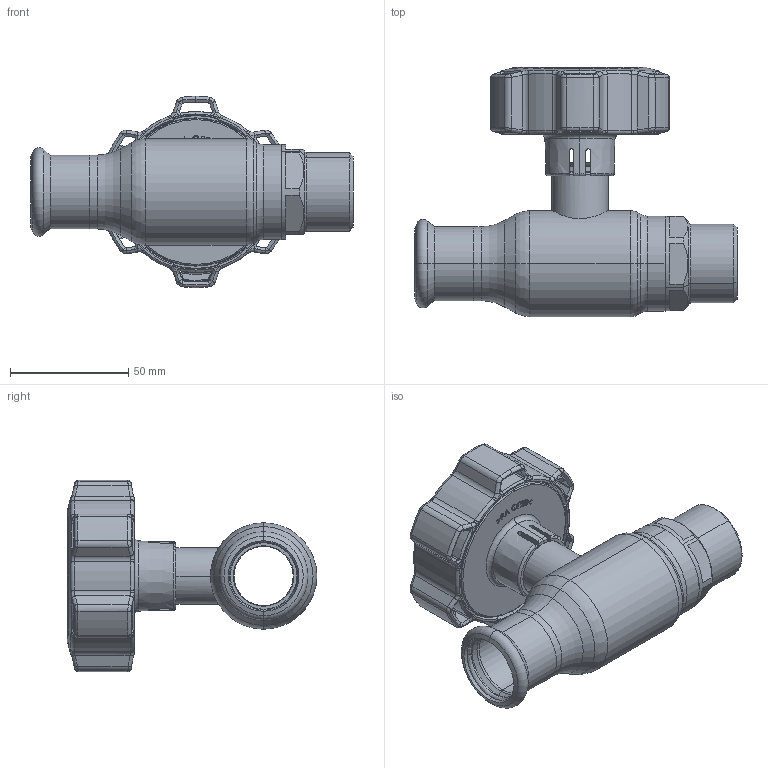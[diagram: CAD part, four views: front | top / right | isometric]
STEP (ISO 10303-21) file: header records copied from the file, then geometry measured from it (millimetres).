
FILE_DESCRIPTION (( 'STEP AP214' ), '1' );
FILE_NAME ('1025001200-1200.step', '2024-01-15T11:29:12', ( '' ), ( '' ), 'SwSTEP 2.0', 'SolidWorks 2021', '' );
FILE_SCHEMA (( 'AUTOMOTIVE_DESIGN' ));
Length unit declared in the file: millimetre
Products named in the file (1): 1025001200-1200
Bounding box: 136.3 x 105.6 x 81 mm (x, y, z)
Surface area: 50748.1 mm2 (no closed solid volume)
Topology: 0 solids, 11 shells, 589 faces, 1827 edges, 1212 vertices
Faces by surface type: bspline 190, cylinder 140, plane 120, cone 81, torus 57, sphere 1
Entity records: 38203 total; most frequent: CARTESIAN_POINT 17688, ORIENTED_EDGE 3135, DIRECTION 2314, EDGE_CURVE 1827, VERTEX_POINT 1212, AXIS2_PLACEMENT_3D 909, B_SPLINE_CURVE_WITH_KNOTS 780, EDGE_LOOP 621
